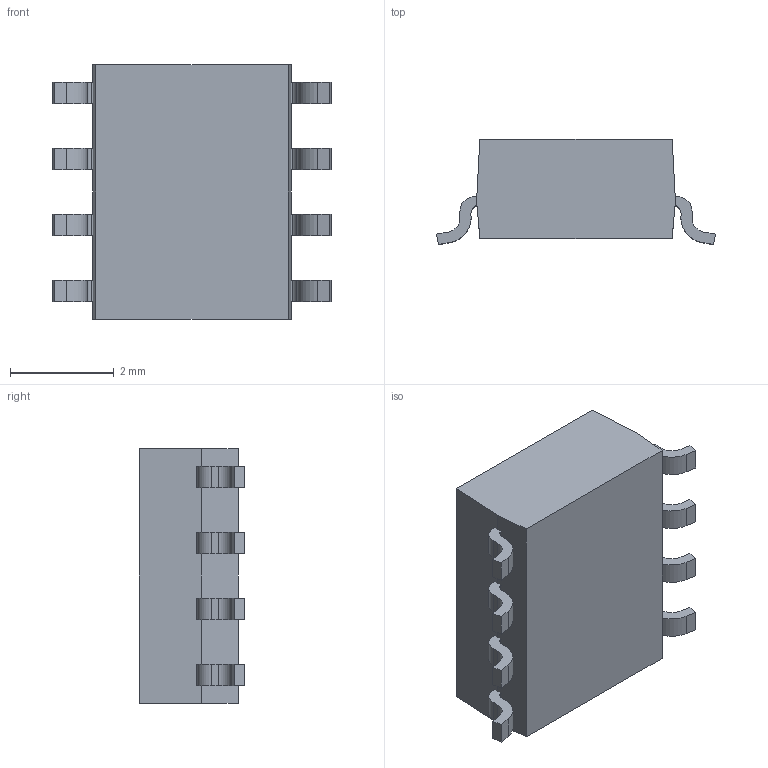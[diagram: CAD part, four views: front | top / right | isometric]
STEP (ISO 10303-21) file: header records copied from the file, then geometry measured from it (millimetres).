
FILE_DESCRIPTION(/* description */ (''),/* implementation_level */ '2;1');
FILE_NAME(/* name */ 'HIH7131.step',/* time_stamp */ '2018-07-31T18:00:45-04:00',/* author */ ('j.reimerJCZUA'),/* organization */ (''),/* preprocessor_version */ 'ST-DEVELOPER v17',/* originating_system */ 'Autodesk Translation Framework v7.1.0.215',/* authorisation */ '');
FILE_SCHEMA (('AUTOMOTIVE_DESIGN { 1 0 10303 214 3 1 1 }'));
Length unit declared in the file: millimetre
Products named in the file (1): HIH7131
Bounding box: 5.37 x 2.03 x 4.9 mm (x, y, z)
Volume: 34.9 mm3; surface area: 85.7 mm2
Topology: 9 solids, 9 shells, 114 faces, 285 edges, 190 vertices
Faces by surface type: plane 81, cylinder 33
Full cylindrical faces by diameter (mm): 2.7 x1
Entity records: 3420 total; most frequent: CARTESIAN_POINT 590, DIRECTION 581, ORIENTED_EDGE 570, EDGE_CURVE 285, LINE 219, VECTOR 219, VERTEX_POINT 190, AXIS2_PLACEMENT_3D 181
